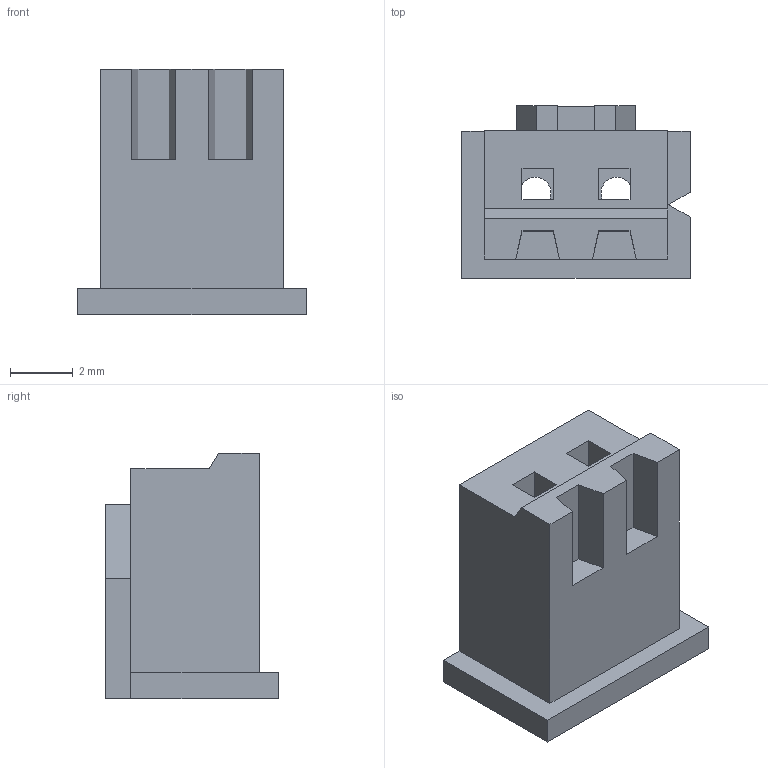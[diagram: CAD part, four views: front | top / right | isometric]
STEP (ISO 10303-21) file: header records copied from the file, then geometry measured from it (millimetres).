
FILE_DESCRIPTION(/* description */ (''),/* implementation_level */ '2;1');
FILE_NAME(/* name */ 'JST XHP-2 Housing.step',/* time_stamp */ '2025-11-18T10:59:44-05:00',/* author */ (''),/* organization */ (''),/* preprocessor_version */ 'ST-DEVELOPER v20.1',/* originating_system */ 'Autodesk Translation Framework v14.21.0.0',/* authorisation */ '');
FILE_SCHEMA (('AUTOMOTIVE_DESIGN { 1 0 10303 214 3 1 1 }'));
Length unit declared in the file: millimetre
Products named in the file (2): 2 Way 2mm Pitch JST Connector - Female; 2Pin Female
Assembly tree (1 placements, depth 2):
  2 Way 2mm Pitch JST Connector - Female
    2Pin Female
Bounding box: 7.3 x 5.5 x 7.85 mm (x, y, z)
Volume: 149.9 mm3; surface area: 364.5 mm2
Topology: 1 solids, 1 shells, 65 faces, 177 edges, 118 vertices
Faces by surface type: plane 63, cylinder 2
Full cylindrical faces by diameter (mm): 1 x2
Entity records: 2083 total; most frequent: CARTESIAN_POINT 363, ORIENTED_EDGE 354, DIRECTION 317, EDGE_CURVE 177, LINE 173, VECTOR 173, VERTEX_POINT 118, EDGE_LOOP 73
